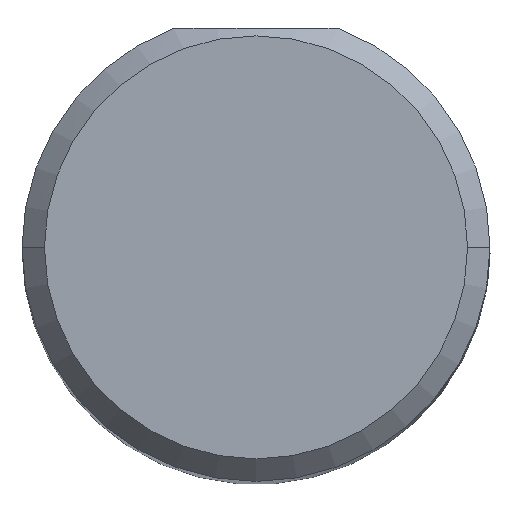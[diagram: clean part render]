
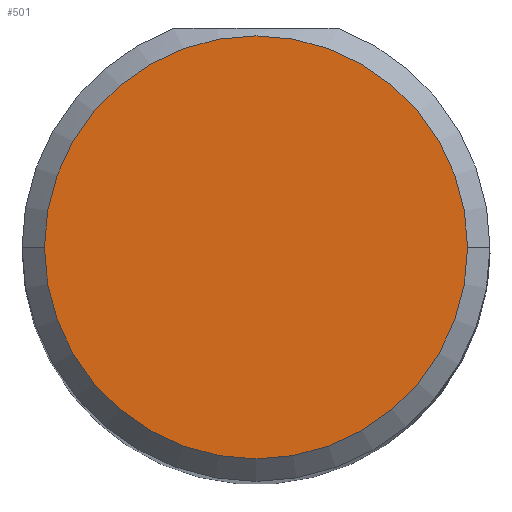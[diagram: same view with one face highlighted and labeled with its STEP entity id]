
A CAD part, top view. The second image highlights one B-rep face of the part: STEP entity #501.
In plain terms, the highlighted planar face has unit normal (0, 0, 1).
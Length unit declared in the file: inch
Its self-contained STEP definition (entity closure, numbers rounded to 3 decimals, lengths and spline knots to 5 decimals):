
#3 = DIRECTION ( 'NONE',  ( 0., 0., 1. ) ) ;
#8 = AXIS2_PLACEMENT_3D ( 'NONE', #405, #3, #182 ) ;
#32 = CARTESIAN_POINT ( 'NONE',  ( -0.14125, 0., 2.5 ) ) ;
#34 = CIRCLE ( 'NONE', #305, 0.14125 ) ;
#43 = DIRECTION ( 'NONE',  ( 1., 0., 0. ) ) ;
#46 = FACE_OUTER_BOUND ( 'NONE', #53, .T. ) ;
#53 = EDGE_LOOP ( 'NONE', ( #434, #96 ) ) ;
#86 = PLANE ( 'NONE',  #8 ) ;
#96 = ORIENTED_EDGE ( 'NONE', *, *, #494, .T. ) ;
#171 = DIRECTION ( 'NONE',  ( 1., 0., 0. ) ) ;
#182 = DIRECTION ( 'NONE',  ( 1., 0., 0. ) ) ;
#260 = VERTEX_POINT ( 'NONE', #374 ) ;
#305 = AXIS2_PLACEMENT_3D ( 'NONE', #394, #481, #43 ) ;
#353 = AXIS2_PLACEMENT_3D ( 'NONE', #507, #391, #171 ) ;
#374 = CARTESIAN_POINT ( 'NONE',  ( 0.14125, 0., 2.5 ) ) ;
#381 = EDGE_CURVE ( 'NONE', #499, #260, #504, .T. ) ;
#391 = DIRECTION ( 'NONE',  ( 0., 0., 1. ) ) ;
#394 = CARTESIAN_POINT ( 'NONE',  ( 0., 0., 2.5 ) ) ;
#405 = CARTESIAN_POINT ( 'NONE',  ( 0., 0., 2.5 ) ) ;
#434 = ORIENTED_EDGE ( 'NONE', *, *, #381, .T. ) ;
#481 = DIRECTION ( 'NONE',  ( 0., 0., 1. ) ) ;
#494 = EDGE_CURVE ( 'NONE', #260, #499, #34, .T. ) ;
#499 = VERTEX_POINT ( 'NONE', #32 ) ;
#501 = ADVANCED_FACE ( 'NONE', ( #46 ), #86, .T. ) ;
#504 = CIRCLE ( 'NONE', #353, 0.14125 ) ;
#507 = CARTESIAN_POINT ( 'NONE',  ( 0., 0., 2.5 ) ) ;
